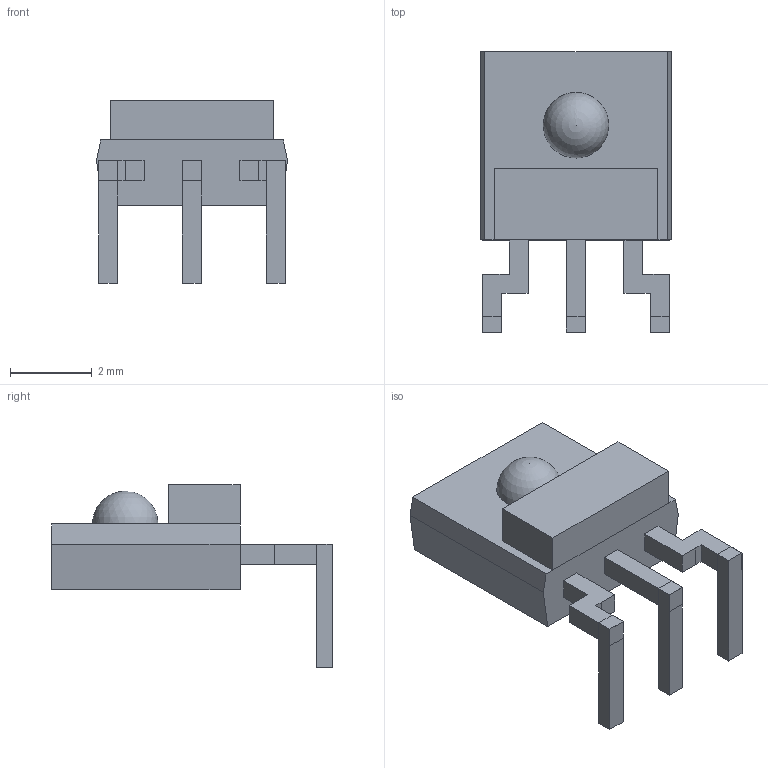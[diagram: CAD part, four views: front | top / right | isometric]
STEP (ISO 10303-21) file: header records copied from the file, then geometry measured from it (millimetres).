
FILE_DESCRIPTION(('FreeCAD Model'),'2;1');
FILE_NAME( 'Fusion_sp.step' ,'2020-07-09T12:04:51',('kicad StepUp'),('ksu MCAD'), 'Open CASCADE STEP processor 7.3','FreeCAD','Unknown');
FILE_SCHEMA(('AUTOMOTIVE_DESIGN { 1 0 10303 214 1 1 1 1 }'));
Length unit declared in the file: millimetre
Products named in the file (1): Fusion_sp
Bounding box: 4.66 x 6.85 x 4.46 mm (x, y, z)
Volume: 44.2 mm3; surface area: 111.5 mm2
Topology: 2 solids, 2 shells, 63 faces, 163 edges, 106 vertices
Faces by surface type: plane 62, sphere 1
Entity records: 4417 total; most frequent: CARTESIAN_POINT 676, DIRECTION 601, LINE 469, VECTOR 469, ORIENTED_EDGE 324, PCURVE 324, DEFINITIONAL_REPRESENTATION 324, EDGE_CURVE 162
